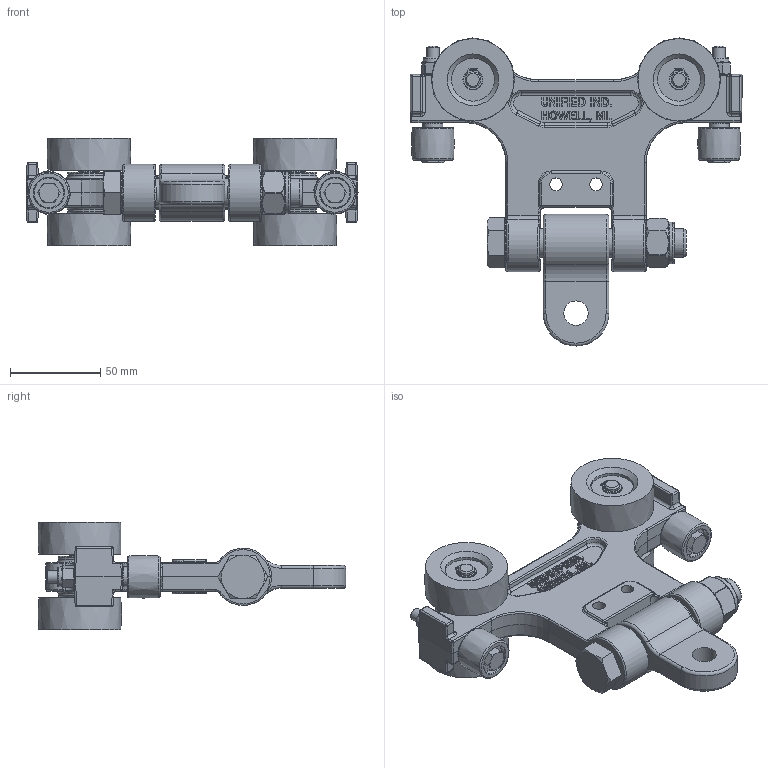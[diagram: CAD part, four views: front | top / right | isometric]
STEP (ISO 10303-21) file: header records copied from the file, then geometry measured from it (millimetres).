
FILE_DESCRIPTION((''),'2;1');
FILE_NAME('20125 ETA-4-5 PIN MOUNT TROLLEY.stp','2010-12-13T14:36:22',('jholman'),(''),'Autodesk Inventor 2009','Autodesk Inventor 2009','');
FILE_SCHEMA(('AUTOMOTIVE_DESIGN { 1 0 10303 214 1 1 1 1 }'));
Length unit declared in the file: inch
Products named in the file (20): 20125; 20110; 59800M; 59800_3; Hex Cap Screw - Metric M16 x 100; 3D1191G4A; 3D1185B4B; 3D11D6B4A; 3D11N9B4B; 3D11N7B4C; 3D11V6B4B; 3D11F6B4A; 3D11Q9B4A; 3D110XF4B; 3D11SWF4A; 3D11QWF4A; 3D11RWF4A; 3D11TWF4A; 3D11UWF4A; 3D1135B4B
Assembly tree (31 placements, depth 4):
  20125
    20110
      59800M
        59800_3
      Hex Cap Screw - Metric M16 x 100
      3D1191G4A
      3D1185B4B  x2
      3D11D6B4A  x4
      3D11N9B4B  x4
        3D11N7B4C
        3D11V6B4B
      3D11F6B4A  x2
      3D11Q9B4A  x2
      3D110XF4B  x2
      3D11SWF4A  x2
        3D11QWF4A
        3D11RWF4A
        3D11TWF4A
        3D11UWF4A
    3D1135B4B
Bounding box: 184.15 x 170.81 x 59.84 mm (x, y, z)
Volume: 362910.5 mm3; surface area: 116543 mm2
Topology: 34 solids, 34 shells, 1386 faces, 3236 edges, 1953 vertices
Faces by surface type: plane 450, bspline 406, cylinder 317, cone 101, torus 88, sphere 24
Full cylindrical faces by diameter (mm): 6.909 x2, 7 x4, 7.036 x2, 7.099 x2, 7.137 x2, 10.249 x2, 11.176 x2, 12 x2, 13.386 x1, 15.011 x2, 16 x1, 16.866 x4, 16.993 x4, 17 x4, 17.374 x1, 22.49 x1, 23.114 x1, 23.813 x8, 28.6 x8
Entity records: 39574 total; most frequent: CARTESIAN_POINT 16180, ORIENTED_EDGE 4756, DIRECTION 4453, EDGE_CURVE 2378, AXIS2_PLACEMENT_3D 1683, VERTEX_POINT 1475, EDGE_LOOP 1223, VECTOR 1087
